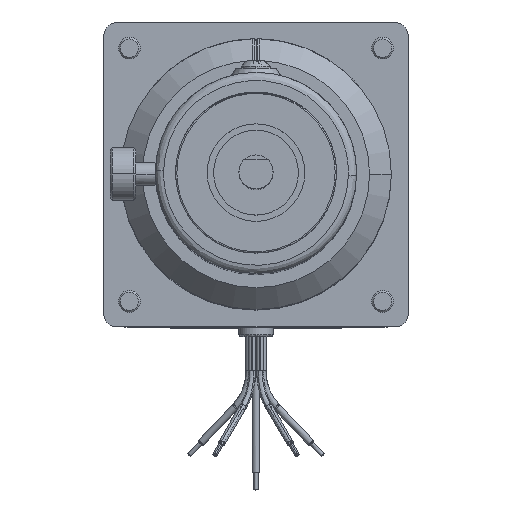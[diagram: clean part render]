
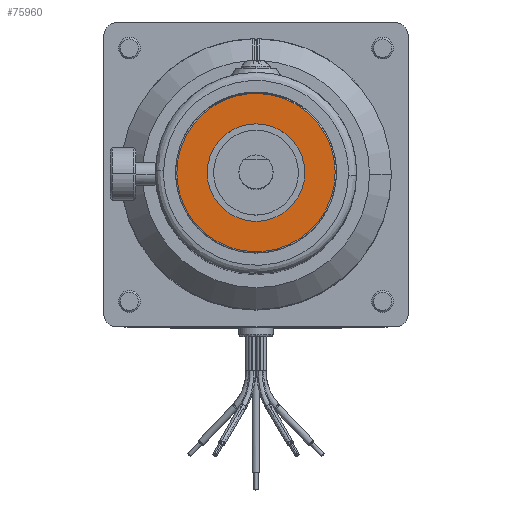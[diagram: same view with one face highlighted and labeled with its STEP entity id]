
A CAD part, top view. The second image highlights one B-rep face of the part: STEP entity #75960.
In plain terms, the highlighted planar face has unit normal (0, 0, 1).
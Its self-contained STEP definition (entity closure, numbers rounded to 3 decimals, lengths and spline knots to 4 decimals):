
#4182 = CIRCLE ( 'NONE', #91311, 0.908 ) ;
#12258 = CARTESIAN_POINT ( 'NONE',  ( 0., 0., 0. ) ) ;
#12261 = DIRECTION ( 'NONE',  ( 0., 0., -1. ) ) ;
#12264 = DIRECTION ( 'NONE',  ( -1., 0., 0. ) ) ;
#14283 =( BOUNDED_CURVE ( )  B_SPLINE_CURVE ( 3, ( #34280, #34269, #34276, #34281 ),
 .UNSPECIFIED., .F., .F. ) 
 B_SPLINE_CURVE_WITH_KNOTS ( ( 4, 4 ),
 ( 0., 0.5 ),
 .UNSPECIFIED. ) 
 CURVE ( )  GEOMETRIC_REPRESENTATION_ITEM ( )  RATIONAL_B_SPLINE_CURVE ( ( 1., 0.333, 0.333, 1. ) ) 
 REPRESENTATION_ITEM ( '' )  );
#15031 =( BOUNDED_CURVE ( )  B_SPLINE_CURVE ( 3, ( #131937, #131941, #131954, #131955 ),
 .UNSPECIFIED., .F., .F. ) 
 B_SPLINE_CURVE_WITH_KNOTS ( ( 4, 4 ),
 ( 0.5, 1. ),
 .UNSPECIFIED. ) 
 CURVE ( )  GEOMETRIC_REPRESENTATION_ITEM ( )  RATIONAL_B_SPLINE_CURVE ( ( 1., 0.333, 0.333, 1. ) ) 
 REPRESENTATION_ITEM ( '' )  );
#23221 = AXIS2_PLACEMENT_3D ( 'NONE', #60334, #60335, #60336 ) ;
#34269 = CARTESIAN_POINT ( 'NONE',  ( 1.4732, -2.9464, 0. ) ) ;
#34276 = CARTESIAN_POINT ( 'NONE',  ( -1.4732, -2.9464, 0. ) ) ;
#34280 = CARTESIAN_POINT ( 'NONE',  ( 1.4732, 0., 0. ) ) ;
#34281 = CARTESIAN_POINT ( 'NONE',  ( -1.4732, 0., 0. ) ) ;
#43553 = EDGE_CURVE ( 'NONE', #94088, #94084, #127864, .T. ) ;
#56155 = EDGE_CURVE ( 'NONE', #129644, #129640, #14283, .T. ) ;
#58345 = ORIENTED_EDGE ( 'NONE', *, *, #56155, .F. ) ;
#58346 = ORIENTED_EDGE ( 'NONE', *, *, #80915, .F. ) ;
#58347 = ORIENTED_EDGE ( 'NONE', *, *, #43553, .T. ) ;
#58348 = ORIENTED_EDGE ( 'NONE', *, *, #136379, .T. ) ;
#60334 = CARTESIAN_POINT ( 'NONE',  ( 0., 0., 0. ) ) ;
#60335 = DIRECTION ( 'NONE',  ( 0., 0., -1. ) ) ;
#60336 = DIRECTION ( 'NONE',  ( -1., 0., 0. ) ) ;
#62292 = AXIS2_PLACEMENT_3D ( 'NONE', #65784, #65800, #65801 ) ;
#65784 = CARTESIAN_POINT ( 'NONE',  ( 0.8522, 0., 0. ) ) ;
#65796 = PLANE ( 'NONE',  #62292 ) ;
#65800 = DIRECTION ( 'NONE',  ( 0., 0., 1. ) ) ;
#65801 = DIRECTION ( 'NONE',  ( 1., 0., 0. ) ) ;
#75960 = ADVANCED_FACE ( 'NONE', ( #115456, #115466 ), #65796, .T. ) ;
#80915 = EDGE_CURVE ( 'NONE', #129640, #129644, #15031, .T. ) ;
#91311 = AXIS2_PLACEMENT_3D ( 'NONE', #12258, #12261, #12264 ) ;
#94084 = VERTEX_POINT ( 'NONE', #138857 ) ;
#94088 = VERTEX_POINT ( 'NONE', #138861 ) ;
#115456 = FACE_OUTER_BOUND ( 'NONE', #128946, .T. ) ;
#115466 = FACE_BOUND ( 'NONE', #128775, .T. ) ;
#127864 = CIRCLE ( 'NONE', #23221, 0.908 ) ;
#128775 = EDGE_LOOP ( 'NONE', ( #58347, #58348 ) ) ;
#128946 = EDGE_LOOP ( 'NONE', ( #58345, #58346 ) ) ;
#129640 = VERTEX_POINT ( 'NONE', #140769 ) ;
#129644 = VERTEX_POINT ( 'NONE', #140773 ) ;
#131937 = CARTESIAN_POINT ( 'NONE',  ( -1.4732, 0., 0. ) ) ;
#131941 = CARTESIAN_POINT ( 'NONE',  ( -1.4732, 2.9464, 0. ) ) ;
#131954 = CARTESIAN_POINT ( 'NONE',  ( 1.4732, 2.9464, 0. ) ) ;
#131955 = CARTESIAN_POINT ( 'NONE',  ( 1.4732, 0., 0. ) ) ;
#136379 = EDGE_CURVE ( 'NONE', #94084, #94088, #4182, .T. ) ;
#138857 = CARTESIAN_POINT ( 'NONE',  ( 0.908, 0., 0. ) ) ;
#138861 = CARTESIAN_POINT ( 'NONE',  ( -0.908, 0., 0. ) ) ;
#140769 = CARTESIAN_POINT ( 'NONE',  ( -1.4732, 0., 0. ) ) ;
#140773 = CARTESIAN_POINT ( 'NONE',  ( 1.4732, 0., 0. ) ) ;
